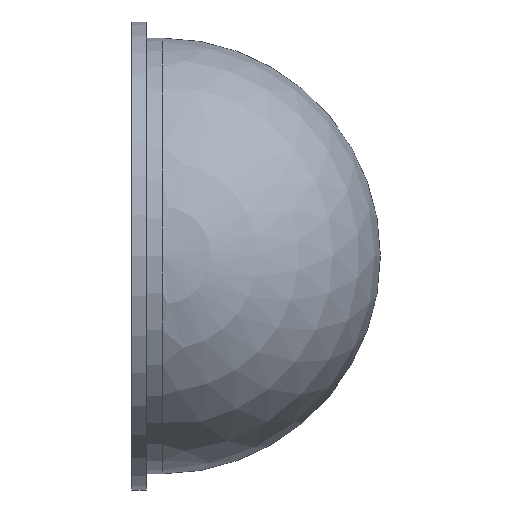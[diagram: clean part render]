
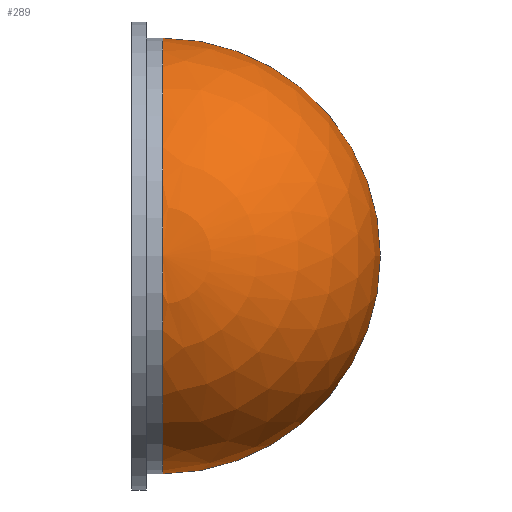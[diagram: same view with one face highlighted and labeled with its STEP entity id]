
A CAD part, top view. The second image highlights one B-rep face of the part: STEP entity #289.
In plain terms, the highlighted spherical face has radius 810 mm.
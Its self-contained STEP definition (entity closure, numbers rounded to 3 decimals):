
#7 = VERTEX_POINT ( 'NONE', #256 ) ;
#10 = CARTESIAN_POINT ( 'NONE',  ( 1685., 0., 0. ) ) ;
#11 = AXIS2_PLACEMENT_3D ( 'NONE', #265, #14, #217 ) ;
#14 = DIRECTION ( 'NONE',  ( 0., 0., -1. ) ) ;
#16 = CARTESIAN_POINT ( 'NONE',  ( 1685., 0., 0. ) ) ;
#19 = ORIENTED_EDGE ( 'NONE', *, *, #189, .T. ) ;
#21 = DIRECTION ( 'NONE',  ( 0., 0., -1. ) ) ;
#46 = CARTESIAN_POINT ( 'NONE',  ( 2495., 0., 0. ) ) ;
#52 = VERTEX_POINT ( 'NONE', #46 ) ;
#67 = CARTESIAN_POINT ( 'NONE',  ( 1685., 0., 0. ) ) ;
#82 = DIRECTION ( 'NONE',  ( 0., -1., 0. ) ) ;
#104 = ORIENTED_EDGE ( 'NONE', *, *, #239, .F. ) ;
#114 = EDGE_CURVE ( 'NONE', #7, #164, #321, .T. ) ;
#128 = DIRECTION ( 'NONE',  ( 0., 0., 1. ) ) ;
#130 = FACE_OUTER_BOUND ( 'NONE', #230, .T. ) ;
#149 = AXIS2_PLACEMENT_3D ( 'NONE', #10, #210, #311 ) ;
#163 = AXIS2_PLACEMENT_3D ( 'NONE', #67, #128, #341 ) ;
#164 = VERTEX_POINT ( 'NONE', #251 ) ;
#189 = EDGE_CURVE ( 'NONE', #164, #52, #219, .T. ) ;
#210 = DIRECTION ( 'NONE',  ( 1., 0., 0. ) ) ;
#217 = DIRECTION ( 'NONE',  ( 0., 1., 0. ) ) ;
#219 = CIRCLE ( 'NONE', #163, 810. ) ;
#230 = EDGE_LOOP ( 'NONE', ( #104, #280, #19 ) ) ;
#239 = EDGE_CURVE ( 'NONE', #7, #52, #310, .T. ) ;
#251 = CARTESIAN_POINT ( 'NONE',  ( 1685., -810., 0. ) ) ;
#256 = CARTESIAN_POINT ( 'NONE',  ( 1685., 810., 0. ) ) ;
#265 = CARTESIAN_POINT ( 'NONE',  ( 1685., 0., 0. ) ) ;
#280 = ORIENTED_EDGE ( 'NONE', *, *, #114, .T. ) ;
#289 = ADVANCED_FACE ( 'NONE', ( #130 ), #345, .T. ) ;
#293 = AXIS2_PLACEMENT_3D ( 'NONE', #16, #21, #82 ) ;
#310 = CIRCLE ( 'NONE', #11, 810. ) ;
#311 = DIRECTION ( 'NONE',  ( 0., 1., 0. ) ) ;
#321 = CIRCLE ( 'NONE', #149, 810. ) ;
#341 = DIRECTION ( 'NONE',  ( 1., 0., 0. ) ) ;
#345 = SPHERICAL_SURFACE ( 'NONE', #293, 810. ) ;
